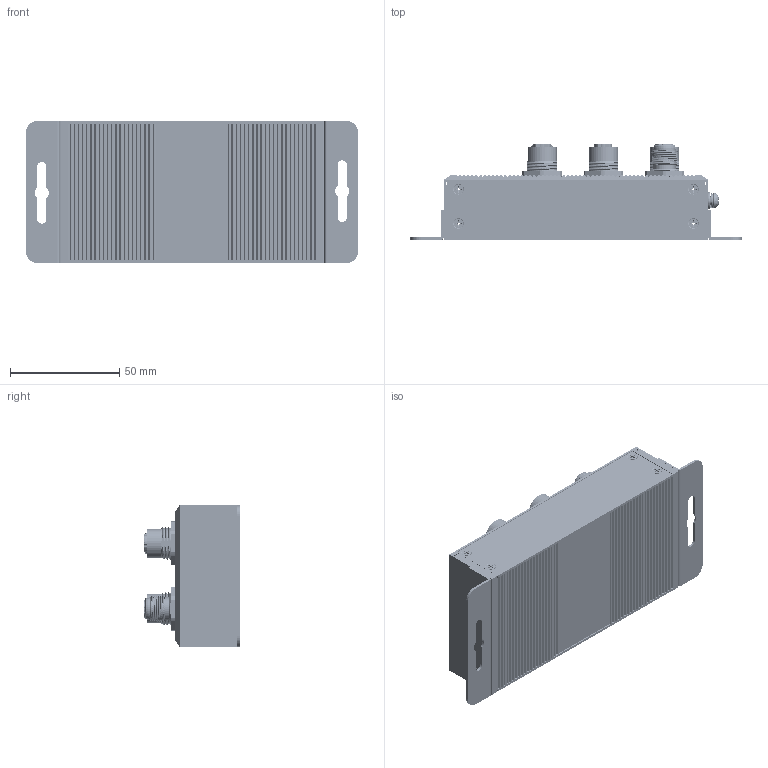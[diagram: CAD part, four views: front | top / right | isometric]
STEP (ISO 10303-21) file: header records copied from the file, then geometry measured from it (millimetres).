
FILE_DESCRIPTION((''),'2;1');
FILE_NAME('ASM0094_5PORT_M12_20240531_ASM','2024-06-04T',('Administrator'),(''),'PRO/ENGINEER BY PARAMETRIC TECHNOLOGY CORPORATION, 2015240','PRO/ENGINEER BY PARAMETRIC TECHNOLOGY CORPORATION, 2015240','');
FILE_SCHEMA(('AUTOMOTIVE_DESIGN { 1 0 10303 214 1 1 1 1 }'));
Products named in the file (25): TOPB_5PORT; DANGBAN2A; BOT_97C_5PORT; 405145_HEATSINK; C-4PIN-GONG-B-3D1; C-T4141512041-000-B-3D1; RW-M4X8MMD1; 9755_26_3; DANGBAN2_5PORT; KM3X5_GB819_STPC1; LED_3MM_DIP1; PRT0332_5PORT_PCB_BOT; PRT0332_5PORT_PCB_TOP; PIN_HEADER_H208_2X10_2MM2; FEMALE_HEAD_2X10_2MM; SCREW_PIN_M40X30D; MANIFOLD_SOLID_BREP_151798; MANIFOLD_SOLID_BREP_152922; MANIFOLD_SOLID_BREP_153188; RW-M3X6BC1_1_ASM; PIN_HEADER_H208_2X8_2MM2; FEMALE_HEAD_2X8_2MM; ASM0094_5PORT_PCBA_20240603_ASM; LED_ZHU; ASM0094_5PORT_M12_20240531_ASM
Assembly tree (65 placements, depth 4):
  ASM0094_5PORT_M12_20240531_ASM
    TOPB_5PORT
    DANGBAN2A  x2
    BOT_97C_5PORT
    405145_HEATSINK
    C-4PIN-GONG-B-3D1  x2
    C-T4141512041-000-B-3D1  x4
    RW-M4X8MMD1
    9755_26_3  x8
    DANGBAN2_5PORT  x2
    KM3X5_GB819_STPC1  x4
    LED_3MM_DIP1  x12
    ASM0094_5PORT_PCBA_20240603_ASM
      PRT0332_5PORT_PCB_BOT
      PRT0332_5PORT_PCB_TOP
      PIN_HEADER_H208_2X10_2MM2
      FEMALE_HEAD_2X10_2MM
      SCREW_PIN_M40X30D  x2
      RW-M3X6BC1_1_ASM  x3
        MANIFOLD_SOLID_BREP_151798
        MANIFOLD_SOLID_BREP_152922
        MANIFOLD_SOLID_BREP_153188
      PIN_HEADER_H208_2X8_2MM2
      FEMALE_HEAD_2X8_2MM
    LED_ZHU  x12
Bounding box: 151.95 x 43.8 x 65.1 mm (x, y, z)
Volume: 111141.4 mm3; surface area: 116724 mm2
Topology: 69 solids, 76 shells, 5008 faces, 13558 edges, 8700 vertices
Faces by surface type: plane 2494, cylinder 1450, cone 512, bspline 366, torus 154, sphere 32
Entity records: 146681 total; most frequent: CARTESIAN_POINT 40979, ORIENTED_EDGE 17768, DIRECTION 16603, EDGE_CURVE 8904, PRESENTATION_STYLE_ASSIGNMENT 6052, STYLED_ITEM 5987, AXIS2_PLACEMENT_3D 5713, VERTEX_POINT 5689
